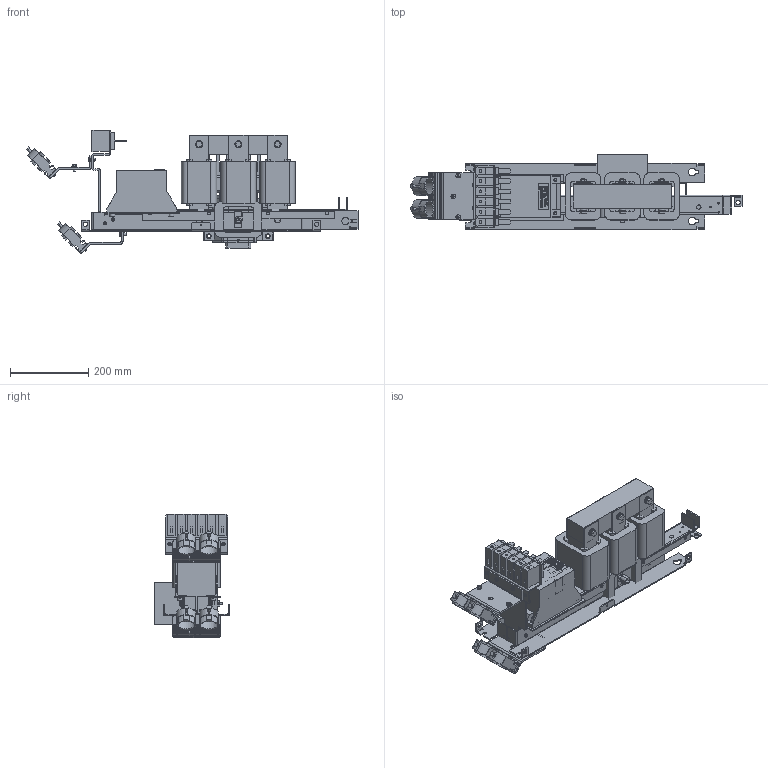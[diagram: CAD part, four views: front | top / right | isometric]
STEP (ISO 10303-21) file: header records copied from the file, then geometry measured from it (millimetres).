
FILE_DESCRIPTION( ( 'Unknown' ), '1' );
FILE_NAME( 'FS21147-62-99.stp', 'Unknown', ( 'Unknown' ), ( 'Unknown' ), 'XStep 1.0', 'Unknown', ' ' );
FILE_SCHEMA( ( 'CONFIG_CONTROL_DESIGN' ) );
Length unit declared in the file: millimetre
Products named in the file (77): Assem1; Assem2; Assem3; Assem4; Assem5; Assem6; Assem7; 1; 2; 3; 4; 5; 6; 7; 8; 9; 10; 11; 12; 13; 14; 15; 16; 17; 18; 19; 20; 21; 22; 23; 24; 25; 26; 27; 28; 29; 30; 31; 32; 33 ...
Bounding box: 846.32 x 193 x 315.49 mm (x, y, z)
Volume: 16713979.1 mm3; surface area: 3780415.8 mm2
Topology: 329 solids, 329 shells, 6031 faces, 14375 edges, 9440 vertices
Faces by surface type: plane 3946, cylinder 1025, extrusion 880, cone 89, sphere 74, torus 17
Full cylindrical faces by diameter (mm): 1 x32, 2.35 x4, 3.242 x12, 3.3 x12, 4 x14, 4.134 x11, 4.3 x3, 4.5 x8, 4.917 x18, 5 x11, 5.3 x6, 5.5 x6, 6 x10, 6.5 x7, 6.8 x6, 7 x17, 7.1 x4, 8 x20, 8.3 x8, 8.4 x17, 8.5 x24, 9 x17, 10 x41, 11 x37, 12 x9, 12.3 x8, 13 x5, 17 x17, 18 x24
Entity records: 80029 total; most frequent: CARTESIAN_POINT 31304, ORIENTED_EDGE 9146, DIRECTION 8103, EDGE_CURVE 4573, VECTOR 3235, VERTEX_POINT 3133, LINE 2795, EDGE_LOOP 2667
